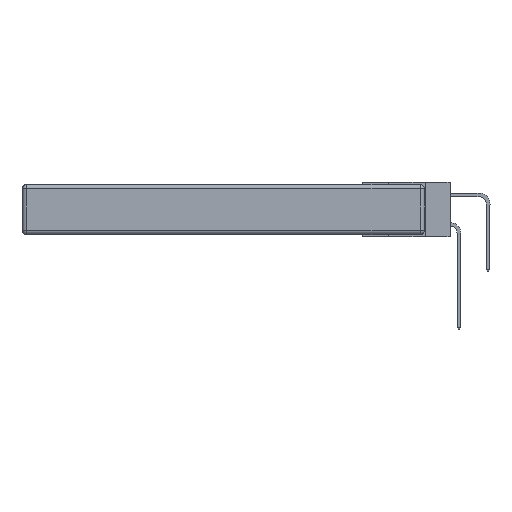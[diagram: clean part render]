
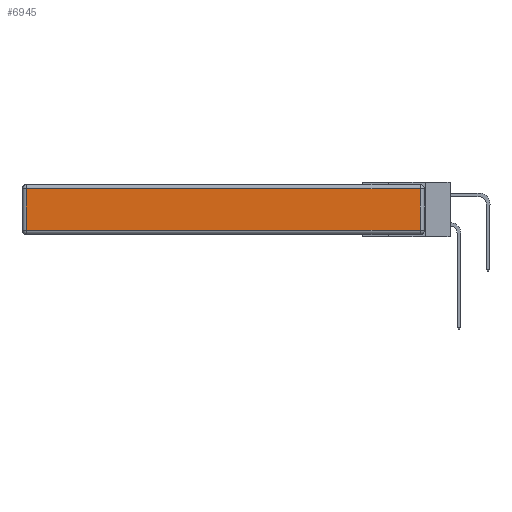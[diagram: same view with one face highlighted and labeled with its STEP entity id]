
A CAD part, left-side view. The second image highlights one B-rep face of the part: STEP entity #6945.
In plain terms, the highlighted planar face has unit normal (-1, 0, 0).
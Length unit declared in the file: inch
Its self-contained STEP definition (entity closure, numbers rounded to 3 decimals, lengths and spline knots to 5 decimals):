
#2575 = VERTEX_POINT ( 'NONE', #8505 ) ;
#3692 = LINE ( 'NONE', #16608, #5939 ) ;
#4776 = ORIENTED_EDGE ( 'NONE', *, *, #24593, .T. ) ;
#5636 = LINE ( 'NONE', #18132, #24733 ) ;
#5939 = VECTOR ( 'NONE', #10601, 39.37008 ) ;
#6412 = CARTESIAN_POINT ( 'NONE',  ( 0., 2.72, -0.313 ) ) ;
#6818 = LINE ( 'NONE', #18834, #10981 ) ;
#6945 = ADVANCED_FACE ( 'NONE', ( #17736 ), #21586, .T. ) ;
#7766 = EDGE_CURVE ( 'NONE', #20574, #2575, #5636, .T. ) ;
#8378 = VERTEX_POINT ( 'NONE', #24732 ) ;
#8505 = CARTESIAN_POINT ( 'NONE',  ( 0., 0.03, -0.313 ) ) ;
#8672 = EDGE_CURVE ( 'NONE', #2575, #17711, #6818, .T. ) ;
#10309 = VECTOR ( 'NONE', #23987, 39.37008 ) ;
#10567 = ORIENTED_EDGE ( 'NONE', *, *, #8672, .T. ) ;
#10601 = DIRECTION ( 'NONE',  ( 0., 1., 0. ) ) ;
#10981 = VECTOR ( 'NONE', #16644, 39.37008 ) ;
#11407 = DIRECTION ( 'NONE',  ( 0., 0., 1. ) ) ;
#13185 = LINE ( 'NONE', #20387, #10309 ) ;
#13385 = CARTESIAN_POINT ( 'NONE',  ( 0., 0., -0.343 ) ) ;
#13633 = EDGE_LOOP ( 'NONE', ( #24741, #10567, #4776, #19359 ) ) ;
#14051 = DIRECTION ( 'NONE',  ( 0., -1., 0. ) ) ;
#15274 = EDGE_CURVE ( 'NONE', #8378, #20574, #13185, .T. ) ;
#16608 = CARTESIAN_POINT ( 'NONE',  ( 0., 2.75, -0.03 ) ) ;
#16644 = DIRECTION ( 'NONE',  ( 0., 0., 1. ) ) ;
#17711 = VERTEX_POINT ( 'NONE', #19317 ) ;
#17736 = FACE_OUTER_BOUND ( 'NONE', #13633, .T. ) ;
#18132 = CARTESIAN_POINT ( 'NONE',  ( 0., 0., -0.313 ) ) ;
#18834 = CARTESIAN_POINT ( 'NONE',  ( 0., 0.03, -0.343 ) ) ;
#19317 = CARTESIAN_POINT ( 'NONE',  ( 0., 0.03, -0.03 ) ) ;
#19359 = ORIENTED_EDGE ( 'NONE', *, *, #15274, .T. ) ;
#20387 = CARTESIAN_POINT ( 'NONE',  ( 0., 2.72, -0.343 ) ) ;
#20574 = VERTEX_POINT ( 'NONE', #6412 ) ;
#21586 = PLANE ( 'NONE',  #24060 ) ;
#23783 = DIRECTION ( 'NONE',  ( -1., 0., 0. ) ) ;
#23987 = DIRECTION ( 'NONE',  ( 0., 0., -1. ) ) ;
#24060 = AXIS2_PLACEMENT_3D ( 'NONE', #13385, #23783, #11407 ) ;
#24593 = EDGE_CURVE ( 'NONE', #17711, #8378, #3692, .T. ) ;
#24732 = CARTESIAN_POINT ( 'NONE',  ( 0., 2.72, -0.03 ) ) ;
#24733 = VECTOR ( 'NONE', #14051, 39.37008 ) ;
#24741 = ORIENTED_EDGE ( 'NONE', *, *, #7766, .T. ) ;
